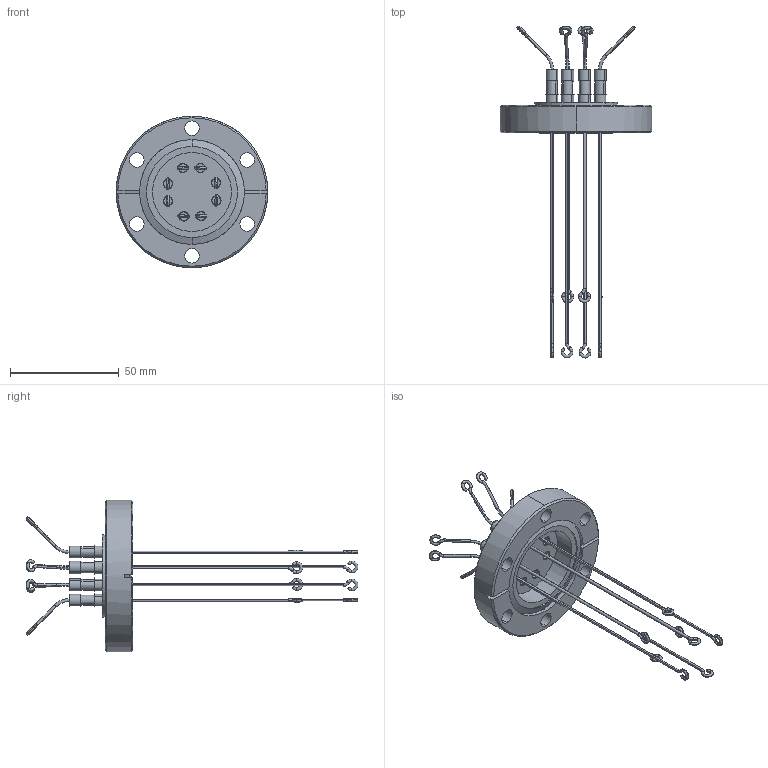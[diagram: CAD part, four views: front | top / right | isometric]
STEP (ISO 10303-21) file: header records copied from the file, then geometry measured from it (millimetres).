
FILE_DESCRIPTION (( 'STEP AP203' ), '1' );
FILE_NAME ('A0795-3-CF.STEP', '2013-04-01T12:03:42', ( '' ), ( '' ), 'SwSTEP 2.0', 'SolidWorks 2012', '' );
FILE_SCHEMA (( 'CONFIG_CONTROL_DESIGN' ));
Length unit declared in the file: inch
Products named in the file (1): A0795-3-CF
Bounding box: 69.85 x 152.77 x 69.85 mm (x, y, z)
Volume: 38568.9 mm3; surface area: 20786.2 mm2
Topology: 1 solids, 9 shells, 491 faces, 1134 edges, 711 vertices
Faces by surface type: cylinder 180, torus 150, cone 87, plane 74
Entity records: 15097 total; most frequent: CARTESIAN_POINT 3148, DIRECTION 2897, ORIENTED_EDGE 2268, AXIS2_PLACEMENT_3D 1311, EDGE_CURVE 1134, CIRCLE 819, VERTEX_POINT 711, EDGE_LOOP 569
